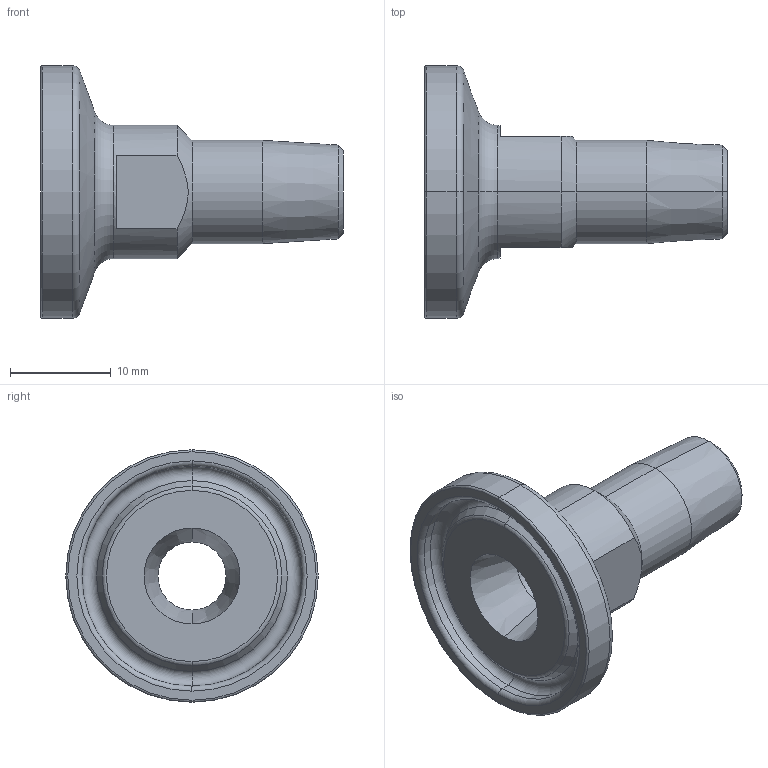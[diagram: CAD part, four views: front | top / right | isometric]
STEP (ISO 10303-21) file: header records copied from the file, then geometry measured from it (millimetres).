
FILE_DESCRIPTION (( 'STEP AP214' ), '1' );
FILE_NAME ('AM.050.018.STEP', '2020-03-26T13:00:50', ( '' ), ( '' ), 'SwSTEP 2.0', 'SolidWorks 2019', '' );
FILE_SCHEMA (( 'AUTOMOTIVE_DESIGN' ));
Length unit declared in the file: millimetre
Products named in the file (1): AM.050.018
Bounding box: 30 x 25 x 25 mm (x, y, z)
Volume: 3202 mm3; surface area: 2733.4 mm2
Topology: 1 solids, 1 shells, 41 faces, 86 edges, 48 vertices
Faces by surface type: torus 12, cone 12, cylinder 10, plane 7
Entity records: 1160 total; most frequent: DIRECTION 224, CARTESIAN_POINT 210, ORIENTED_EDGE 172, AXIS2_PLACEMENT_3D 98, EDGE_CURVE 86, CIRCLE 56, VERTEX_POINT 48, EDGE_LOOP 44
